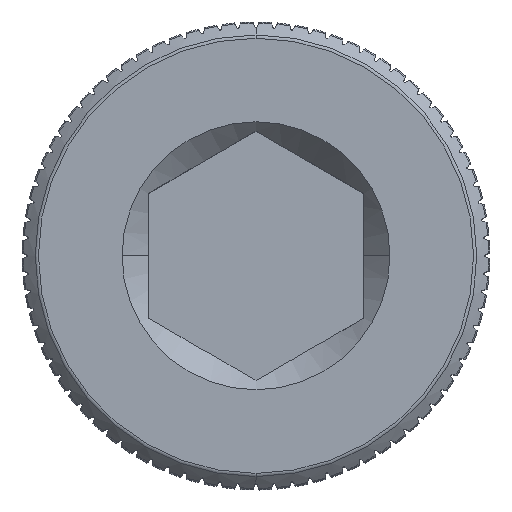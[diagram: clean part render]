
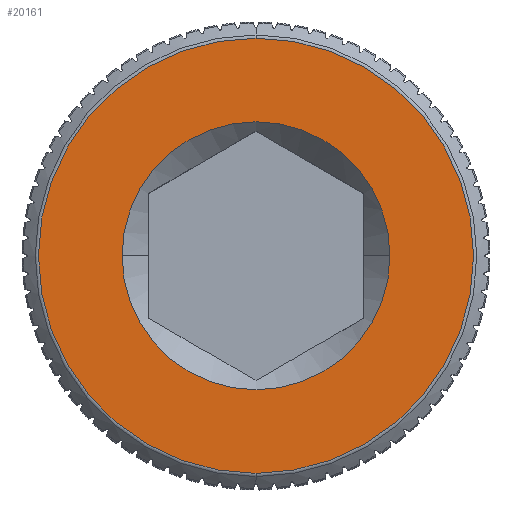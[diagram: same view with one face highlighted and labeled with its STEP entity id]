
A CAD part, top view. The second image highlights one B-rep face of the part: STEP entity #20161.
In plain terms, the highlighted planar face has unit normal (0, 0, 1).
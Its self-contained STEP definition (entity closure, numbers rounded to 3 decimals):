
#388 = CIRCLE ( 'NONE', #2036, 6.048 ) ;
#1075 = VERTEX_POINT ( 'NONE', #14955 ) ;
#1453 = CARTESIAN_POINT ( 'NONE',  ( 0., -6.048, 21.5 ) ) ;
#1836 = CARTESIAN_POINT ( 'NONE',  ( 0., 0., 21.5 ) ) ;
#2036 = AXIS2_PLACEMENT_3D ( 'NONE', #11916, #10314, #2933 ) ;
#2795 = AXIS2_PLACEMENT_3D ( 'NONE', #4500, #20741, #17292 ) ;
#2902 = DIRECTION ( 'NONE',  ( 0., 0., 1. ) ) ;
#2933 = DIRECTION ( 'NONE',  ( 0., 1., 0. ) ) ;
#3255 = CARTESIAN_POINT ( 'NONE',  ( -3.724, 0., 21.5 ) ) ;
#3336 = PLANE ( 'NONE',  #3525 ) ;
#3459 = EDGE_CURVE ( 'NONE', #1075, #6347, #7940, .T. ) ;
#3525 = AXIS2_PLACEMENT_3D ( 'NONE', #16061, #7587, #21641 ) ;
#4222 = CIRCLE ( 'NONE', #4507, 6.048 ) ;
#4500 = CARTESIAN_POINT ( 'NONE',  ( 0., 0., 21.5 ) ) ;
#4507 = AXIS2_PLACEMENT_3D ( 'NONE', #1836, #9201, #9044 ) ;
#6123 = ORIENTED_EDGE ( 'NONE', *, *, #8536, .F. ) ;
#6347 = VERTEX_POINT ( 'NONE', #3255 ) ;
#6913 = VERTEX_POINT ( 'NONE', #1453 ) ;
#7587 = DIRECTION ( 'NONE',  ( 0., 0., 1. ) ) ;
#7940 = CIRCLE ( 'NONE', #2795, 3.724 ) ;
#8441 = ORIENTED_EDGE ( 'NONE', *, *, #21839, .F. ) ;
#8536 = EDGE_CURVE ( 'NONE', #6913, #12129, #388, .T. ) ;
#9044 = DIRECTION ( 'NONE',  ( 0., 1., 0. ) ) ;
#9201 = DIRECTION ( 'NONE',  ( 0., 0., -1. ) ) ;
#9301 = ORIENTED_EDGE ( 'NONE', *, *, #23464, .F. ) ;
#9692 = FACE_BOUND ( 'NONE', #21195, .T. ) ;
#10224 = EDGE_LOOP ( 'NONE', ( #8441, #6123 ) ) ;
#10314 = DIRECTION ( 'NONE',  ( 0., 0., -1. ) ) ;
#10827 = AXIS2_PLACEMENT_3D ( 'NONE', #13792, #2902, #23015 ) ;
#11916 = CARTESIAN_POINT ( 'NONE',  ( 0., 0., 21.5 ) ) ;
#12129 = VERTEX_POINT ( 'NONE', #14057 ) ;
#12283 = FACE_OUTER_BOUND ( 'NONE', #10224, .T. ) ;
#12416 = ORIENTED_EDGE ( 'NONE', *, *, #3459, .F. ) ;
#13792 = CARTESIAN_POINT ( 'NONE',  ( 0., 0., 21.5 ) ) ;
#14057 = CARTESIAN_POINT ( 'NONE',  ( 0., 6.048, 21.5 ) ) ;
#14955 = CARTESIAN_POINT ( 'NONE',  ( 3.724, 0., 21.5 ) ) ;
#16061 = CARTESIAN_POINT ( 'NONE',  ( 0., 0., 21.5 ) ) ;
#17292 = DIRECTION ( 'NONE',  ( 1., 0., 0. ) ) ;
#20161 = ADVANCED_FACE ( 'NONE', ( #9692, #12283 ), #3336, .T. ) ;
#20741 = DIRECTION ( 'NONE',  ( 0., 0., 1. ) ) ;
#21195 = EDGE_LOOP ( 'NONE', ( #12416, #9301 ) ) ;
#21641 = DIRECTION ( 'NONE',  ( 0., -1., 0. ) ) ;
#21839 = EDGE_CURVE ( 'NONE', #12129, #6913, #4222, .T. ) ;
#22199 = CIRCLE ( 'NONE', #10827, 3.724 ) ;
#23015 = DIRECTION ( 'NONE',  ( 1., 0., 0. ) ) ;
#23464 = EDGE_CURVE ( 'NONE', #6347, #1075, #22199, .T. ) ;
